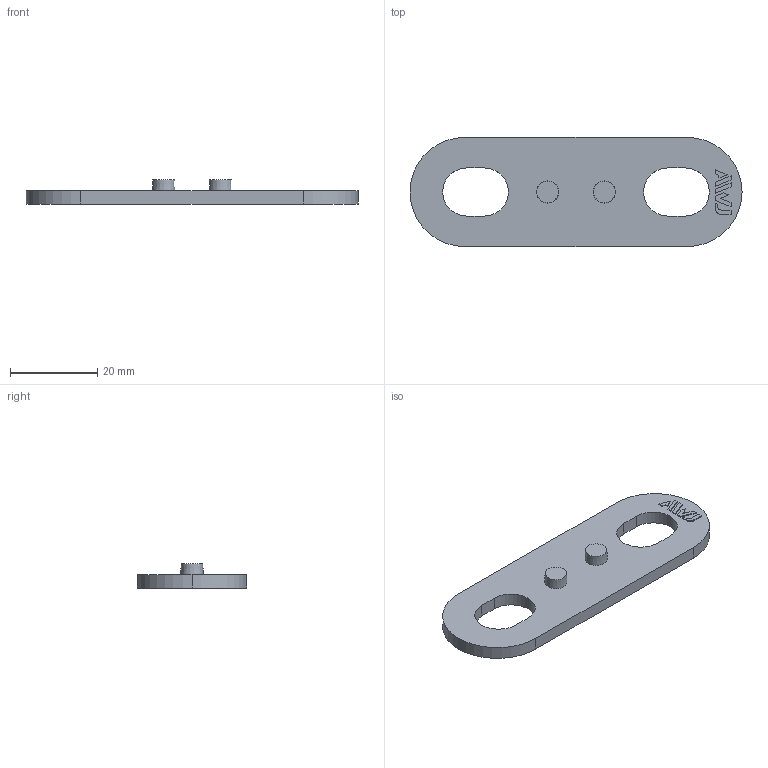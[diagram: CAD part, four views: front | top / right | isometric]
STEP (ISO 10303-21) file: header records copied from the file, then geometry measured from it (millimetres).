
FILE_DESCRIPTION( ( 'STEP AP203' ), '1' );
FILE_NAME( 'SG25・30SU.step', '2022-07-19T04:55:22', ( ' ' ), ( ' ' ), 'XStep 1.0', ' ', ' ' );
FILE_SCHEMA( ( 'CONFIG_CONTROL_DESIGN' ) );
Length unit declared in the file: millimetre
Products named in the file (1): 1
Bounding box: 76 x 25 x 5.5 mm (x, y, z)
Volume: 4456.4 mm3; surface area: 3948.4 mm2
Topology: 1 solids, 1 shells, 71 faces, 182 edges, 122 vertices
Faces by surface type: plane 55, cylinder 14, cone 2
Entity records: 2168 total; most frequent: CARTESIAN_POINT 370, ORIENTED_EDGE 356, DIRECTION 354, EDGE_CURVE 178, LINE 146, VECTOR 146, VERTEX_POINT 120, AXIS2_PLACEMENT_3D 104
